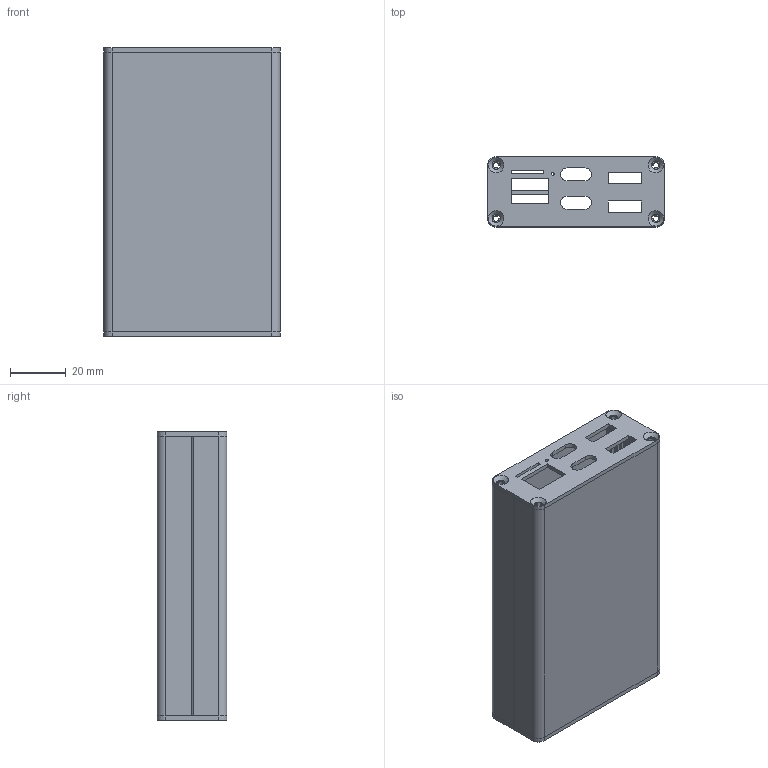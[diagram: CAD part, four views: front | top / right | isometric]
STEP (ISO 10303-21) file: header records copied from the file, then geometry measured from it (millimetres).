
FILE_DESCRIPTION(('1790226024664006656'),'2;1');
FILE_NAME('1790226024664006656','2024-10-22T22:01:22',('Gilles Foucault' ),('UJF'),'Open CASCADE STEP processor 7.6', 'STEP CAF CONTROL WRITER','Unknown');
FILE_SCHEMA(('AUTOMOTIVE_DESIGN { 1 0 10303 214 1 1 1 1 }'));
Length unit declared in the file: millimetre
Products named in the file (7): ASSEMBLY; SOLID
Assembly tree (3 placements, depth 2):
  ASSEMBLY
    SOLID
  ASSEMBLY
    SOLID
  SOLID
  ASSEMBLY
    SOLID
Bounding box: 63 x 25 x 103 mm (x, y, z)
Volume: 32244.2 mm3; surface area: 42639.1 mm2
Topology: 4 solids, 4 shells, 183 faces, 523 edges, 346 vertices
Faces by surface type: plane 100, cylinder 75, cone 8
Full cylindrical faces by diameter (mm): 1 x1, 2 x14, 3 x8
Entity records: 12974 total; most frequent: CARTESIAN_POINT 2378, DIRECTION 1965, LINE 1133, VECTOR 1133, ORIENTED_EDGE 1046, PCURVE 1046, DEFINITIONAL_REPRESENTATION 1046, EDGE_CURVE 523
